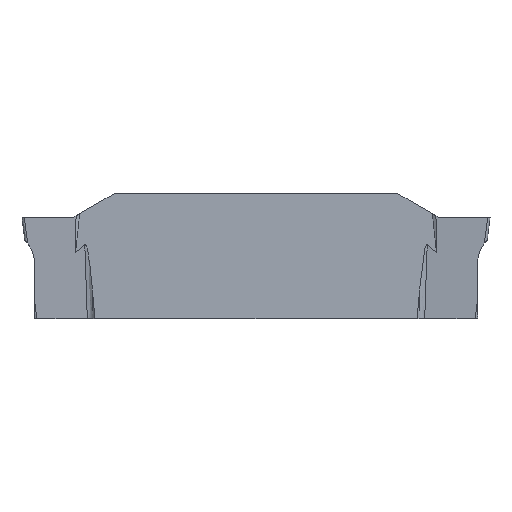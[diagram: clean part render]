
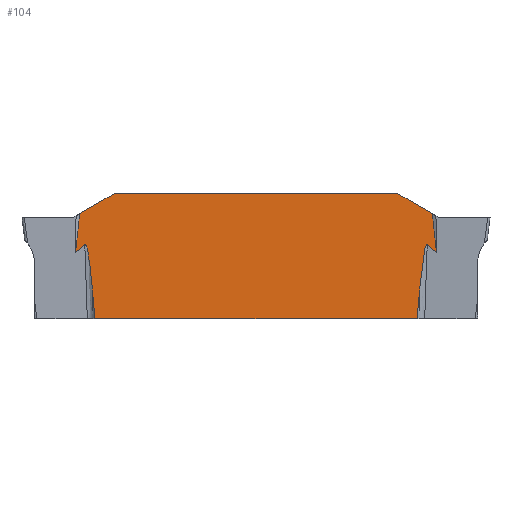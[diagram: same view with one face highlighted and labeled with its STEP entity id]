
A CAD part, left-side view. The second image highlights one B-rep face of the part: STEP entity #104.
In plain terms, the highlighted planar face has unit normal (-1, 0, 0).
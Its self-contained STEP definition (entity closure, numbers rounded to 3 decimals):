
#73=B_SPLINE_CURVE_WITH_KNOTS('',3,(#1306,#1307,#1308,#1309,#1310,#1311,
#1312,#1313,#1314,#1315,#1316,#1317,#1318,#1319,#1320,#1321,#1322,#1323,
#1324,#1325,#1326,#1327,#1328,#1329,#1330,#1331,#1332,#1333),
 .UNSPECIFIED.,.F.,.F.,(4,3,3,3,3,3,3,3,3,4),(0.,0.004,0.008,
0.011,0.016,0.024,0.052,
0.187,0.723,1.),.UNSPECIFIED.);
#74=B_SPLINE_CURVE_WITH_KNOTS('',3,(#1338,#1339,#1340,#1341,#1342,#1343,
#1344,#1345,#1346,#1347,#1348,#1349,#1350,#1351,#1352,#1353,#1354,#1355,
#1356,#1357,#1358,#1359,#1360,#1361,#1362,#1363,#1364,#1365,#1366,#1367,
#1368,#1369,#1370,#1371,#1372,#1373,#1374,#1375,#1376,#1377,#1378,#1379,
#1380),.UNSPECIFIED.,.F.,.F.,(4,3,3,3,3,3,3,3,3,3,3,3,3,3,4),(0.,0.314,
0.647,0.814,0.881,0.921,
0.945,0.961,0.975,0.982,
0.987,0.991,0.994,0.998,
1.),.UNSPECIFIED.);
#104=ADVANCED_FACE('SIDE_IB_1_SU5',(#170),#142,.F.);
#142=PLANE('',#869);
#170=FACE_OUTER_BOUND('',#212,.T.);
#212=EDGE_LOOP('',(#299,#300,#301,#302,#303,#304,#305,#306,#307,#308,#309,
#310));
#299=ORIENTED_EDGE('',*,*,#613,.T.);
#300=ORIENTED_EDGE('',*,*,#614,.T.);
#301=ORIENTED_EDGE('',*,*,#615,.T.);
#302=ORIENTED_EDGE('',*,*,#616,.T.);
#303=ORIENTED_EDGE('',*,*,#578,.F.);
#304=ORIENTED_EDGE('',*,*,#617,.T.);
#305=ORIENTED_EDGE('',*,*,#618,.T.);
#306=ORIENTED_EDGE('',*,*,#619,.T.);
#307=ORIENTED_EDGE('',*,*,#620,.T.);
#308=ORIENTED_EDGE('',*,*,#621,.F.);
#309=ORIENTED_EDGE('',*,*,#622,.F.);
#310=ORIENTED_EDGE('',*,*,#623,.F.);
#498=VERTEX_POINT('',#1108);
#499=VERTEX_POINT('',#1110);
#527=VERTEX_POINT('',#1302);
#528=VERTEX_POINT('',#1303);
#529=VERTEX_POINT('',#1305);
#530=VERTEX_POINT('',#1334);
#531=VERTEX_POINT('',#1337);
#532=VERTEX_POINT('',#1381);
#533=VERTEX_POINT('',#1383);
#534=VERTEX_POINT('',#1385);
#535=VERTEX_POINT('',#1387);
#536=VERTEX_POINT('',#1389);
#578=EDGE_CURVE('',#498,#499,#694,.T.);
#613=EDGE_CURVE('',#527,#528,#709,.T.);
#614=EDGE_CURVE('',#528,#529,#710,.T.);
#615=EDGE_CURVE('',#529,#530,#73,.T.);
#616=EDGE_CURVE('',#530,#499,#711,.T.);
#617=EDGE_CURVE('',#498,#531,#712,.T.);
#618=EDGE_CURVE('',#531,#532,#74,.T.);
#619=EDGE_CURVE('',#532,#533,#713,.T.);
#620=EDGE_CURVE('',#533,#534,#714,.T.);
#621=EDGE_CURVE('',#535,#534,#715,.T.);
#622=EDGE_CURVE('',#536,#535,#716,.T.);
#623=EDGE_CURVE('',#527,#536,#717,.T.);
#694=LINE('',#1109,#758);
#709=LINE('',#1301,#773);
#710=LINE('',#1304,#774);
#711=LINE('',#1335,#775);
#712=LINE('',#1336,#776);
#713=LINE('',#1382,#777);
#714=LINE('',#1384,#778);
#715=LINE('',#1386,#779);
#716=LINE('',#1388,#780);
#717=LINE('',#1390,#781);
#758=VECTOR('',#909,1.);
#773=VECTOR('',#946,1.);
#774=VECTOR('',#947,1.);
#775=VECTOR('',#948,1.);
#776=VECTOR('',#949,1.);
#777=VECTOR('',#950,1.);
#778=VECTOR('',#951,1.);
#779=VECTOR('',#952,1.);
#780=VECTOR('',#953,1.);
#781=VECTOR('',#954,1.);
#869=AXIS2_PLACEMENT_3D('',#1391,#955,#956);
#909=DIRECTION('',(0.,1.,0.));
#946=DIRECTION('',(0.,0.104,-0.995));
#947=DIRECTION('',(0.,-0.769,0.64));
#948=DIRECTION('',(0.,-0.087,-0.996));
#949=DIRECTION('',(0.,-0.087,0.996));
#950=DIRECTION('',(0.,-0.769,-0.64));
#951=DIRECTION('',(0.,0.104,0.995));
#952=DIRECTION('',(0.,-0.866,-0.5));
#953=DIRECTION('',(0.,-1.,0.));
#954=DIRECTION('',(0.,-0.866,0.5));
#955=DIRECTION('',(1.,0.,0.));
#956=DIRECTION('',(0.,0.,-1.));
#1108=CARTESIAN_POINT('',(-0.8,-7.098,-4.47));
#1109=CARTESIAN_POINT('',(-0.8,0.,-4.47));
#1110=CARTESIAN_POINT('',(-0.8,7.098,-4.47));
#1301=CARTESIAN_POINT('',(-0.8,7.706,0.808));
#1302=CARTESIAN_POINT('',(-0.8,7.773,0.166));
#1303=CARTESIAN_POINT('',(-0.8,7.953,-1.554));
#1304=CARTESIAN_POINT('',(-0.8,2.491,2.992));
#1305=CARTESIAN_POINT('',(-0.8,7.543,-1.213));
#1306=CARTESIAN_POINT('',(-0.8,7.543,-1.213));
#1307=CARTESIAN_POINT('',(-0.8,7.541,-1.211));
#1308=CARTESIAN_POINT('',(-0.8,7.539,-1.21));
#1309=CARTESIAN_POINT('',(-0.8,7.537,-1.209));
#1310=CARTESIAN_POINT('',(-0.8,7.534,-1.208));
#1311=CARTESIAN_POINT('',(-0.8,7.532,-1.207));
#1312=CARTESIAN_POINT('',(-0.8,7.529,-1.207));
#1313=CARTESIAN_POINT('',(-0.8,7.527,-1.207));
#1314=CARTESIAN_POINT('',(-0.8,7.524,-1.207));
#1315=CARTESIAN_POINT('',(-0.8,7.522,-1.208));
#1316=CARTESIAN_POINT('',(-0.8,7.519,-1.208));
#1317=CARTESIAN_POINT('',(-0.8,7.517,-1.21));
#1318=CARTESIAN_POINT('',(-0.8,7.514,-1.212));
#1319=CARTESIAN_POINT('',(-0.8,7.51,-1.215));
#1320=CARTESIAN_POINT('',(-0.8,7.506,-1.219));
#1321=CARTESIAN_POINT('',(-0.8,7.503,-1.223));
#1322=CARTESIAN_POINT('',(-0.8,7.491,-1.238));
#1323=CARTESIAN_POINT('',(-0.8,7.483,-1.255));
#1324=CARTESIAN_POINT('',(-0.8,7.476,-1.272));
#1325=CARTESIAN_POINT('',(-0.8,7.443,-1.353));
#1326=CARTESIAN_POINT('',(-0.8,7.426,-1.441));
#1327=CARTESIAN_POINT('',(-0.8,7.409,-1.527));
#1328=CARTESIAN_POINT('',(-0.8,7.34,-1.871));
#1329=CARTESIAN_POINT('',(-0.8,7.304,-2.22));
#1330=CARTESIAN_POINT('',(-0.8,7.268,-2.568));
#1331=CARTESIAN_POINT('',(-0.8,7.249,-2.748));
#1332=CARTESIAN_POINT('',(-0.8,7.232,-2.928));
#1333=CARTESIAN_POINT('',(-0.8,7.217,-3.108));
#1334=CARTESIAN_POINT('',(-0.8,7.217,-3.108));
#1335=CARTESIAN_POINT('',(-0.8,7.432,-0.65));
#1336=CARTESIAN_POINT('',(-0.8,-7.432,-0.65));
#1337=CARTESIAN_POINT('',(-0.8,-7.217,-3.108));
#1338=CARTESIAN_POINT('',(-0.8,-7.217,-3.108));
#1339=CARTESIAN_POINT('',(-0.8,-7.235,-2.903));
#1340=CARTESIAN_POINT('',(-0.8,-7.254,-2.699));
#1341=CARTESIAN_POINT('',(-0.8,-7.276,-2.495));
#1342=CARTESIAN_POINT('',(-0.8,-7.298,-2.279));
#1343=CARTESIAN_POINT('',(-0.8,-7.324,-2.063));
#1344=CARTESIAN_POINT('',(-0.8,-7.355,-1.848));
#1345=CARTESIAN_POINT('',(-0.8,-7.371,-1.74));
#1346=CARTESIAN_POINT('',(-0.8,-7.388,-1.632));
#1347=CARTESIAN_POINT('',(-0.8,-7.409,-1.525));
#1348=CARTESIAN_POINT('',(-0.8,-7.418,-1.482));
#1349=CARTESIAN_POINT('',(-0.8,-7.427,-1.439));
#1350=CARTESIAN_POINT('',(-0.8,-7.438,-1.396));
#1351=CARTESIAN_POINT('',(-0.8,-7.444,-1.371));
#1352=CARTESIAN_POINT('',(-0.8,-7.451,-1.345));
#1353=CARTESIAN_POINT('',(-0.8,-7.459,-1.32));
#1354=CARTESIAN_POINT('',(-0.8,-7.464,-1.305));
#1355=CARTESIAN_POINT('',(-0.8,-7.469,-1.29));
#1356=CARTESIAN_POINT('',(-0.8,-7.475,-1.275));
#1357=CARTESIAN_POINT('',(-0.8,-7.479,-1.266));
#1358=CARTESIAN_POINT('',(-0.8,-7.483,-1.257));
#1359=CARTESIAN_POINT('',(-0.8,-7.487,-1.248));
#1360=CARTESIAN_POINT('',(-0.8,-7.491,-1.24));
#1361=CARTESIAN_POINT('',(-0.8,-7.496,-1.232));
#1362=CARTESIAN_POINT('',(-0.8,-7.502,-1.224));
#1363=CARTESIAN_POINT('',(-0.8,-7.505,-1.221));
#1364=CARTESIAN_POINT('',(-0.8,-7.508,-1.217));
#1365=CARTESIAN_POINT('',(-0.8,-7.511,-1.214));
#1366=CARTESIAN_POINT('',(-0.8,-7.514,-1.212));
#1367=CARTESIAN_POINT('',(-0.8,-7.516,-1.21));
#1368=CARTESIAN_POINT('',(-0.8,-7.52,-1.209));
#1369=CARTESIAN_POINT('',(-0.8,-7.522,-1.208));
#1370=CARTESIAN_POINT('',(-0.8,-7.524,-1.207));
#1371=CARTESIAN_POINT('',(-0.8,-7.526,-1.207));
#1372=CARTESIAN_POINT('',(-0.8,-7.529,-1.207));
#1373=CARTESIAN_POINT('',(-0.8,-7.531,-1.207));
#1374=CARTESIAN_POINT('',(-0.8,-7.533,-1.207));
#1375=CARTESIAN_POINT('',(-0.8,-7.536,-1.208));
#1376=CARTESIAN_POINT('',(-0.8,-7.538,-1.209));
#1377=CARTESIAN_POINT('',(-0.8,-7.54,-1.211));
#1378=CARTESIAN_POINT('',(-0.8,-7.541,-1.211));
#1379=CARTESIAN_POINT('',(-0.8,-7.542,-1.212));
#1380=CARTESIAN_POINT('',(-0.8,-7.543,-1.213));
#1381=CARTESIAN_POINT('',(-0.8,-7.543,-1.213));
#1382=CARTESIAN_POINT('',(-0.8,-2.491,2.992));
#1383=CARTESIAN_POINT('',(-0.8,-7.953,-1.554));
#1384=CARTESIAN_POINT('',(-0.8,-7.706,0.808));
#1385=CARTESIAN_POINT('',(-0.8,-7.773,0.166));
#1386=CARTESIAN_POINT('',(-0.8,-2.015,3.49));
#1387=CARTESIAN_POINT('',(-0.8,-6.207,1.07));
#1388=CARTESIAN_POINT('',(-0.8,0.,1.07));
#1389=CARTESIAN_POINT('',(-0.8,6.207,1.07));
#1390=CARTESIAN_POINT('',(-0.8,2.015,3.49));
#1391=CARTESIAN_POINT('',(-0.8,0.,0.));
